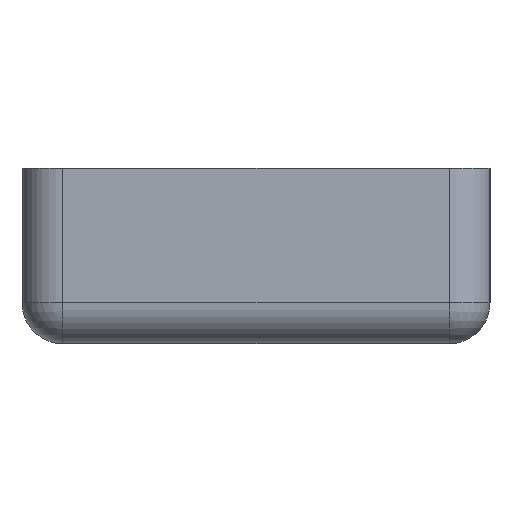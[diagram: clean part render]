
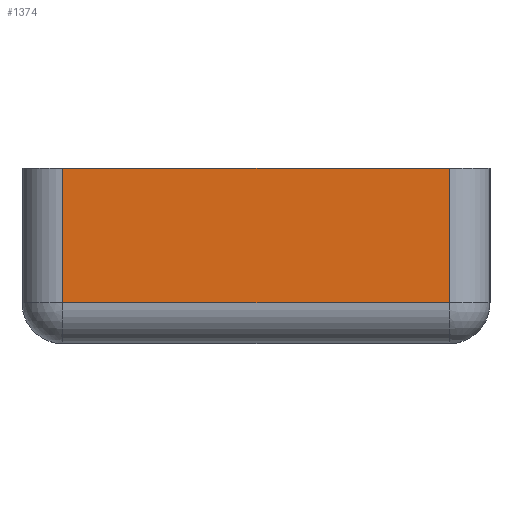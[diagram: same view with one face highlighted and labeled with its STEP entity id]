
A CAD part, left-side view. The second image highlights one B-rep face of the part: STEP entity #1374.
In plain terms, the highlighted planar face has unit normal (-1, 0, 0).
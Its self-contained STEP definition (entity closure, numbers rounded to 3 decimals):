
#703=CARTESIAN_POINT('',(-100.,16.5,7.5));
#704=VERTEX_POINT('',#703);
#712=CARTESIAN_POINT('',(-100.,-16.5,7.5));
#713=VERTEX_POINT('',#712);
#714=CARTESIAN_POINT('',(-100.,-16.5,7.5));
#715=DIRECTION('',(0.0,1.0,0.0));
#716=VECTOR('',#715,33.0);
#717=LINE('',#714,#716);
#718=EDGE_CURVE('',#713,#704,#717,.T.);
#872=CARTESIAN_POINT('',(-100.,16.5,-4.));
#873=VERTEX_POINT('',#872);
#889=CARTESIAN_POINT('',(-100.,-16.5,-4.));
#890=VERTEX_POINT('',#889);
#898=CARTESIAN_POINT('',(-100.,-16.5,-4.));
#899=DIRECTION('',(0.0,1.0,0.0));
#900=VECTOR('',#899,33.0);
#901=LINE('',#898,#900);
#902=EDGE_CURVE('',#890,#873,#901,.T.);
#1066=CARTESIAN_POINT('',(-100.,-16.5,7.5));
#1067=DIRECTION('',(0.0,0.0,-1.0));
#1068=VECTOR('',#1067,11.5);
#1069=LINE('',#1066,#1068);
#1070=EDGE_CURVE('',#713,#890,#1069,.T.);
#1358=CARTESIAN_POINT('',(-100.,-16.5,0.0));
#1359=DIRECTION('',(-1.0,0.0,0.0));
#1360=DIRECTION('',(0.0,0.0,1.0));
#1361=AXIS2_PLACEMENT_3D('',#1358,#1359,#1360);
#1362=PLANE('',#1361);
#1363=ORIENTED_EDGE('',*,*,#902,.F.);
#1364=ORIENTED_EDGE('',*,*,#1070,.F.);
#1365=ORIENTED_EDGE('',*,*,#718,.T.);
#1366=CARTESIAN_POINT('',(-100.,16.5,-4.));
#1367=DIRECTION('',(0.0,0.0,1.0));
#1368=VECTOR('',#1367,11.5);
#1369=LINE('',#1366,#1368);
#1370=EDGE_CURVE('',#873,#704,#1369,.T.);
#1371=ORIENTED_EDGE('',*,*,#1370,.F.);
#1372=EDGE_LOOP('',(#1363,#1364,#1365,#1371));
#1373=FACE_OUTER_BOUND('',#1372,.T.);
#1374=ADVANCED_FACE('',(#1373),#1362,.T.);
